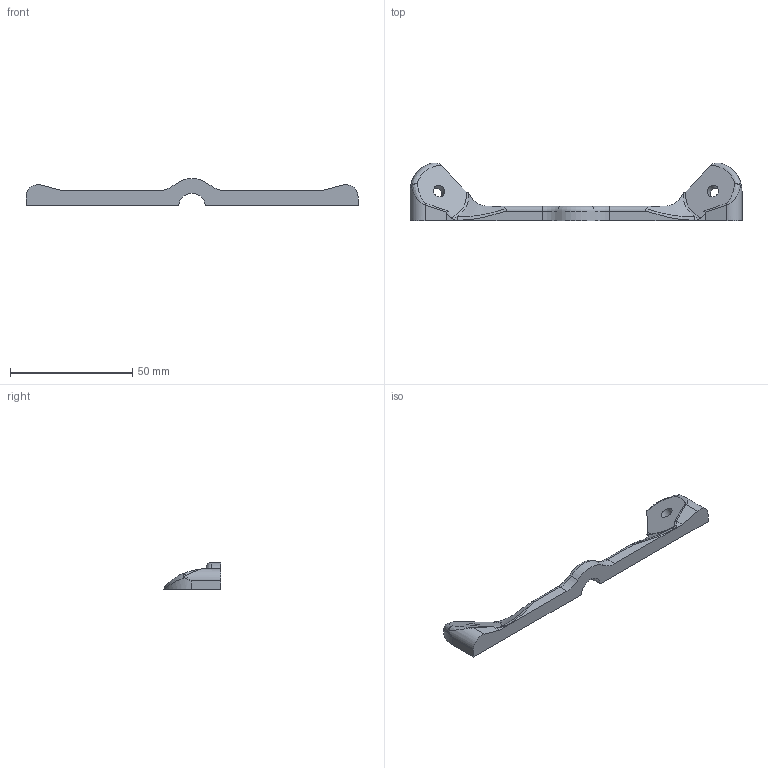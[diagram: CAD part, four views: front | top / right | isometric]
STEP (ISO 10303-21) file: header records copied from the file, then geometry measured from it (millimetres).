
FILE_DESCRIPTION(/* description */ ('STEP AP242','CAx-IF Rec.Pracs.---Representation and Presentation of Product Manufacturing Information (PMI)---4.0---2014-10-13','CAx-IF Rec.Pracs.---3D Tessellated Geometry---0.4---2014-09-14','2;1'),/* implementation_level */ '2;1');
FILE_NAME(/* name */ '66f73980671ba73699224405',/* time_stamp */ '2024-09-27T23:02:24Z',/* author */ (''),/* organization */ (''),/* preprocessor_version */ 'ST-DEVELOPER v20',/* originating_system */ ' ',/* authorisation */ ' ');
FILE_SCHEMA (('AP242_MANAGED_MODEL_BASED_3D_ENGINEERING_MIM_LF { 1 0 10303 442 1 1 4 }'));
Length unit declared in the file: metre
Products named in the file (1): leg-brace
Bounding box: 136 x 23.67 x 11 mm (x, y, z)
Volume: 7410.4 mm3; surface area: 4777.5 mm2
Topology: 1 solids, 1 shells, 49 faces, 129 edges, 78 vertices
Faces by surface type: cylinder 18, plane 12, bspline 10, torus 5, cone 2, sphere 2
Full cylindrical faces by diameter (mm): 5.105 x2
Entity records: 1630 total; most frequent: CARTESIAN_POINT 477, ORIENTED_EDGE 242, DIRECTION 232, EDGE_CURVE 121, AXIS2_PLACEMENT_3D 95, VERTEX_POINT 76, EDGE_LOOP 55, FACE_BOUND 55
